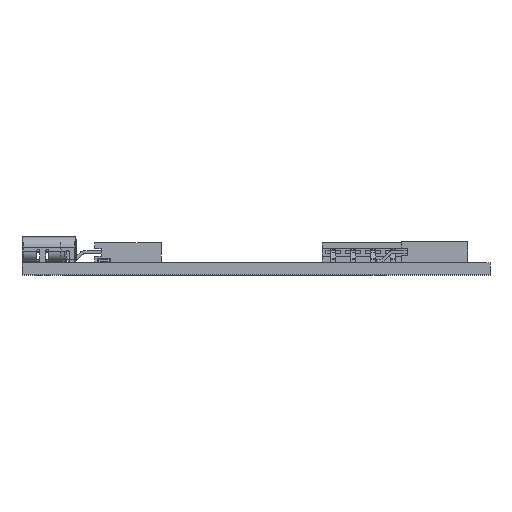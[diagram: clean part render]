
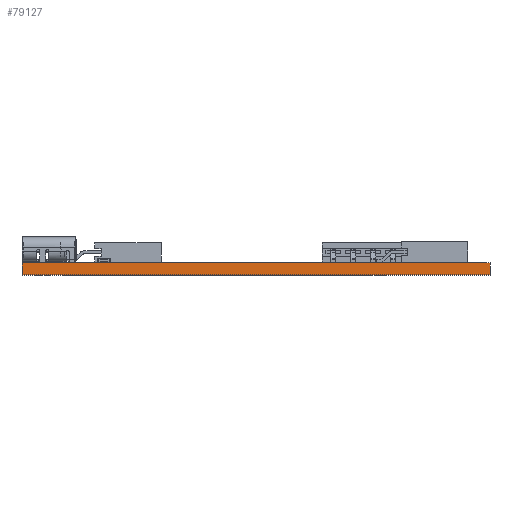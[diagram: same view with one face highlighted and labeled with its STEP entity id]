
A CAD part, front view. The second image highlights one B-rep face of the part: STEP entity #79127.
In plain terms, the highlighted planar face has unit normal (0, -1, 0).
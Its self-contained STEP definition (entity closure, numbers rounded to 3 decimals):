
#78666 = VERTEX_POINT('',#78667);
#78667 = CARTESIAN_POINT('',(80.,-175.,0.));
#78673 = EDGE_CURVE('',#78674,#78666,#78676,.T.);
#78674 = VERTEX_POINT('',#78675);
#78675 = CARTESIAN_POINT('',(140.,-175.,0.));
#78676 = LINE('',#78677,#78678);
#78677 = CARTESIAN_POINT('',(140.,-175.,0.));
#78678 = VECTOR('',#78679,1.);
#78679 = DIRECTION('',(-1.,0.,0.));
#78831 = VERTEX_POINT('',#78832);
#78832 = CARTESIAN_POINT('',(80.,-175.,1.51));
#78838 = EDGE_CURVE('',#78839,#78831,#78841,.T.);
#78839 = VERTEX_POINT('',#78840);
#78840 = CARTESIAN_POINT('',(140.,-175.,1.51));
#78841 = LINE('',#78842,#78843);
#78842 = CARTESIAN_POINT('',(140.,-175.,1.51));
#78843 = VECTOR('',#78844,1.);
#78844 = DIRECTION('',(-1.,0.,0.));
#79097 = EDGE_CURVE('',#78666,#78831,#79098,.T.);
#79098 = LINE('',#79099,#79100);
#79099 = CARTESIAN_POINT('',(80.,-175.,0.));
#79100 = VECTOR('',#79101,1.);
#79101 = DIRECTION('',(0.,0.,1.));
#79127 = ADVANCED_FACE('',(#79128),#79139,.T.);
#79128 = FACE_BOUND('',#79129,.T.);
#79129 = EDGE_LOOP('',(#79130,#79136,#79137,#79138));
#79130 = ORIENTED_EDGE('',*,*,#79131,.T.);
#79131 = EDGE_CURVE('',#78674,#78839,#79132,.T.);
#79132 = LINE('',#79133,#79134);
#79133 = CARTESIAN_POINT('',(140.,-175.,0.));
#79134 = VECTOR('',#79135,1.);
#79135 = DIRECTION('',(0.,0.,1.));
#79136 = ORIENTED_EDGE('',*,*,#78838,.T.);
#79137 = ORIENTED_EDGE('',*,*,#79097,.F.);
#79138 = ORIENTED_EDGE('',*,*,#78673,.F.);
#79139 = PLANE('',#79140);
#79140 = AXIS2_PLACEMENT_3D('',#79141,#79142,#79143);
#79141 = CARTESIAN_POINT('',(140.,-175.,0.));
#79142 = DIRECTION('',(0.,-1.,0.));
#79143 = DIRECTION('',(-1.,0.,0.));
